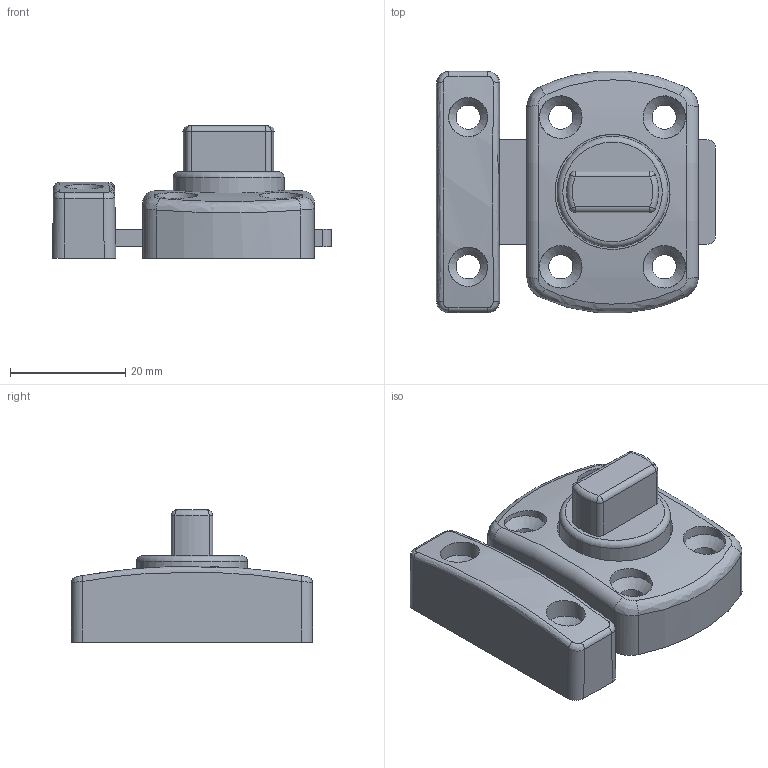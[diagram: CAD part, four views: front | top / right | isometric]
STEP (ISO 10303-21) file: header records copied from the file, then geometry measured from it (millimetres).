
FILE_DESCRIPTION(/* description */ (''),/* implementation_level */ '2;1');
FILE_NAME(/* name */ 'ODC-3842-S.stp',/* time_stamp */ '2024-02-15T10:50:18+09:00',/* author */ ('user'),/* organization */ (''),/* preprocessor_version */ 'ST-DEVELOPER v15.6',/* originating_system */ 'Autodesk Inventor 2015',/* authorisation */ '');
FILE_SCHEMA (('AUTOMOTIVE_DESIGN { 1 0 10303 214 3 1 1 }'));
Length unit declared in the file: millimetre
Products named in the file (5): ODC-3842-S_M; ODC-3842-S_C; ODC-3842-S_L; ODC-3842-S_S; ODC-3842-S
Bounding box: 48.5 x 42.04 x 23 mm (x, y, z)
Volume: 17779.6 mm3; surface area: 10286.6 mm2
Topology: 4 solids, 4 shells, 97 faces, 217 edges, 132 vertices
Faces by surface type: cylinder 40, plane 30, bspline 12, cone 6, torus 5, sphere 4
Full cylindrical faces by diameter (mm): 4.2 x6, 6.8 x2, 7.4 x4, 19.3 x1, 20 x1
Entity records: 3206 total; most frequent: CARTESIAN_POINT 1029, DIRECTION 444, ORIENTED_EDGE 390, EDGE_CURVE 195, AXIS2_PLACEMENT_3D 182, EDGE_LOOP 134, VERTEX_POINT 131, FACE_OUTER_BOUND 97
